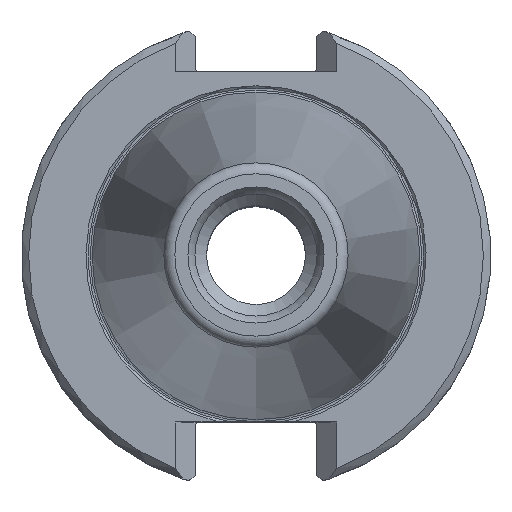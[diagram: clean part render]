
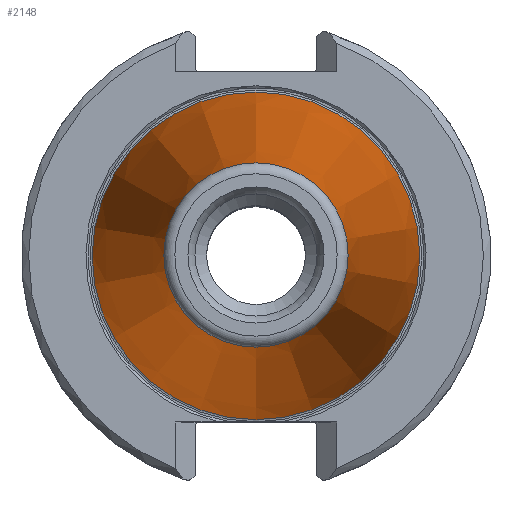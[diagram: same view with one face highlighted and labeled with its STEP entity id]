
A CAD part, top view. The second image highlights one B-rep face of the part: STEP entity #2148.
In plain terms, the highlighted conical face has half-angle 8.297 degrees and reference radius 22.152 mm.
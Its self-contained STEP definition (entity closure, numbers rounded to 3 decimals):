
#268=CONICAL_SURFACE('',#2285,22.152,0.145);
#343=ORIENTED_EDGE('',*,*,#714,.F.);
#344=ORIENTED_EDGE('',*,*,#715,.T.);
#714=EDGE_CURVE('',#913,#913,#1062,.T.);
#715=EDGE_CURVE('',#914,#914,#1063,.T.);
#913=VERTEX_POINT('',#2945);
#914=VERTEX_POINT('',#2948);
#1062=CIRCLE('',#2284,12.459);
#1063=CIRCLE('',#2286,22.152);
#1162=EDGE_LOOP('',(#343));
#1163=EDGE_LOOP('',(#344));
#1307=FACE_BOUND('',#1162,.T.);
#1308=FACE_BOUND('',#1163,.T.);
#2148=ADVANCED_FACE('',(#1307,#1308),#268,.T.);
#2284=AXIS2_PLACEMENT_3D('',#2944,#2532,#2533);
#2285=AXIS2_PLACEMENT_3D('',#2946,#2534,#2535);
#2286=AXIS2_PLACEMENT_3D('',#2947,#2536,#2537);
#2532=DIRECTION('',(0.,0.,1.));
#2533=DIRECTION('',(0.,1.,0.));
#2534=DIRECTION('',(0.,0.,-1.));
#2535=DIRECTION('',(0.,-1.,0.));
#2536=DIRECTION('',(0.,0.,1.));
#2537=DIRECTION('',(0.,1.,0.));
#2944=CARTESIAN_POINT('',(0.,0.,66.966));
#2945=CARTESIAN_POINT('',(0.,12.459,66.966));
#2946=CARTESIAN_POINT('',(0.,0.,0.5));
#2947=CARTESIAN_POINT('',(0.,0.,0.5));
#2948=CARTESIAN_POINT('',(0.,22.152,0.5));
